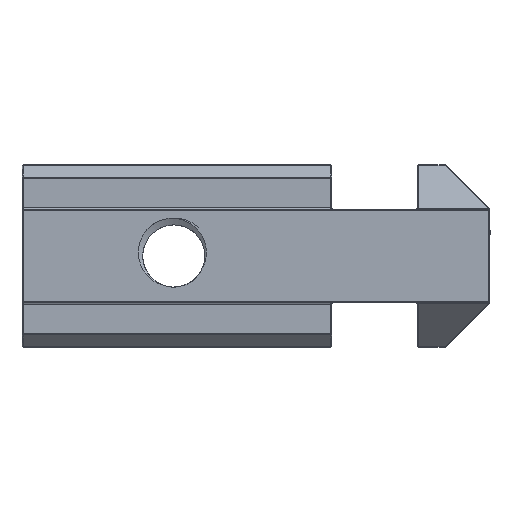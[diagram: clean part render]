
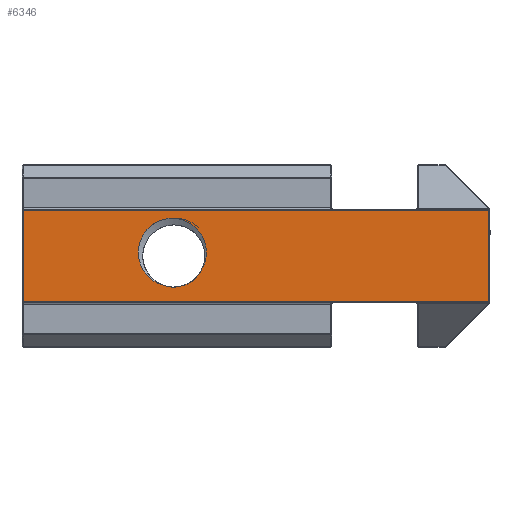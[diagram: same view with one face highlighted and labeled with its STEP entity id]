
A CAD part, left-side view. The second image highlights one B-rep face of the part: STEP entity #6346.
In plain terms, the highlighted planar face has unit normal (-1, 0, 0).
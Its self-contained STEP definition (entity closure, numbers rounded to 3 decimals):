
#1 = CARTESIAN_POINT ( 'NONE',  ( 0., 27.797, 0.489 ) ) ;
#9 = VECTOR ( 'NONE', #4600, 1000. ) ;
#44 = CARTESIAN_POINT ( 'NONE',  ( 0., 26.363, -2.119 ) ) ;
#88 = CARTESIAN_POINT ( 'NONE',  ( 0., 23.036, -1.514 ) ) ;
#183 = CARTESIAN_POINT ( 'NONE',  ( 0., 22.728, -0.941 ) ) ;
#342 = CARTESIAN_POINT ( 'NONE',  ( 0., 25., 3. ) ) ;
#350 = CARTESIAN_POINT ( 'NONE',  ( 0., 36.9, -3.6 ) ) ;
#384 = CARTESIAN_POINT ( 'NONE',  ( 0., 22.59, 1.234 ) ) ;
#426 = CARTESIAN_POINT ( 'NONE',  ( 0., 22.728, -0.941 ) ) ;
#487 = LINE ( 'NONE', #2211, #9 ) ;
#531 = LINE ( 'NONE', #7260, #7338 ) ;
#558 = CARTESIAN_POINT ( 'NONE',  ( 0., 27.228, -1.41 ) ) ;
#838 = CARTESIAN_POINT ( 'NONE',  ( 0., 23.771, -2.135 ) ) ;
#845 = ORIENTED_EDGE ( 'NONE', *, *, #3990, .T. ) ;
#945 = FACE_BOUND ( 'NONE', #6524, .T. ) ;
#1049 = LINE ( 'NONE', #4678, #6667 ) ;
#1311 = EDGE_CURVE ( 'NONE', #1655, #6578, #1643, .T. ) ;
#1351 = AXIS2_PLACEMENT_3D ( 'NONE', #5993, #7138, #5950 ) ;
#1542 = VERTEX_POINT ( 'NONE', #350 ) ;
#1621 = ORIENTED_EDGE ( 'NONE', *, *, #1841, .T. ) ;
#1643 = B_SPLINE_CURVE_WITH_KNOTS ( 'NONE', 3,
 ( #3481, #5659, #88, #2447, #6780, #838, #6703, #4994, #1974, #4876, #5589, #6108, #3234, #6812, #3678, #2484 ),
 .UNSPECIFIED., .F., .F.,
 ( 4, 2, 2, 2, 2, 2, 2, 4 ),
 ( 0., 0.001, 0.001, 0.002, 0.002, 0.003, 0.003, 0.004 ),
 .UNSPECIFIED. ) ;
#1655 = VERTEX_POINT ( 'NONE', #183 ) ;
#1658 = CARTESIAN_POINT ( 'NONE',  ( 0., 27.389, 1.761 ) ) ;
#1688 = CARTESIAN_POINT ( 'NONE',  ( 0., 24.556, 2.935 ) ) ;
#1770 = CARTESIAN_POINT ( 'NONE',  ( 0., 27.362, -1.225 ) ) ;
#1813 = CARTESIAN_POINT ( 'NONE',  ( 0., 27.769, -0.185 ) ) ;
#1841 = EDGE_CURVE ( 'NONE', #3724, #4584, #1049, .T. ) ;
#1974 = CARTESIAN_POINT ( 'NONE',  ( 0., 24.365, -2.381 ) ) ;
#1990 = EDGE_CURVE ( 'NONE', #3194, #6538, #4763, .T. ) ;
#2044 = ORIENTED_EDGE ( 'NONE', *, *, #4803, .T. ) ;
#2193 = ORIENTED_EDGE ( 'NONE', *, *, #1990, .T. ) ;
#2211 = CARTESIAN_POINT ( 'NONE',  ( 0., 37., 3.6 ) ) ;
#2363 = ORIENTED_EDGE ( 'NONE', *, *, #1311, .T. ) ;
#2398 = CARTESIAN_POINT ( 'NONE',  ( 0., 27.771, 0.712 ) ) ;
#2439 = CARTESIAN_POINT ( 'NONE',  ( 0., 26.921, -1.737 ) ) ;
#2447 = CARTESIAN_POINT ( 'NONE',  ( 0., 23.376, -1.853 ) ) ;
#2484 = CARTESIAN_POINT ( 'NONE',  ( 0., 25.941, -2.272 ) ) ;
#2563 = B_SPLINE_CURVE_WITH_KNOTS ( 'NONE', 3,
 ( #342, #2862, #1688, #6360, #3302, #5888, #3378, #5766, #6953, #6486, #384, #5729, #2823, #2783, #7636, #4098, #7554, #426 ),
 .UNSPECIFIED., .F., .F.,
 ( 4, 2, 2, 2, 2, 2, 2, 2, 4 ),
 ( 0., 0.001, 0.001, 0.002, 0.003, 0.003, 0.004, 0.005, 0.005 ),
 .UNSPECIFIED. ) ;
#2737 = DIRECTION ( 'NONE',  ( -1., 0., 0. ) ) ;
#2783 = CARTESIAN_POINT ( 'NONE',  ( 0., 22.413, 0.131 ) ) ;
#2823 = CARTESIAN_POINT ( 'NONE',  ( 0., 22.428, 0.58 ) ) ;
#2862 = CARTESIAN_POINT ( 'NONE',  ( 0., 24.774, 2.98 ) ) ;
#2866 = VERTEX_POINT ( 'NONE', #5622 ) ;
#3172 = CARTESIAN_POINT ( 'NONE',  ( 0., 0.1, -3.6 ) ) ;
#3194 = VERTEX_POINT ( 'NONE', #5569 ) ;
#3234 = CARTESIAN_POINT ( 'NONE',  ( 0., 25.324, -2.443 ) ) ;
#3253 = B_SPLINE_CURVE_WITH_KNOTS ( 'NONE', 3,
 ( #5348, #4746, #44, #3553, #2439, #558, #1770, #5983, #4711, #1813, #6055, #1, #2398, #4868, #7128, #1658, #4066, #6495 ),
 .UNSPECIFIED., .F., .F.,
 ( 4, 2, 2, 2, 2, 2, 2, 2, 4 ),
 ( 0., 0.001, 0.001, 0.002, 0.003, 0.003, 0.004, 0.005, 0.005 ),
 .UNSPECIFIED. ) ;
#3302 = CARTESIAN_POINT ( 'NONE',  ( 0., 23.924, 2.697 ) ) ;
#3338 = CARTESIAN_POINT ( 'NONE',  ( 0., 37., -3.7 ) ) ;
#3378 = CARTESIAN_POINT ( 'NONE',  ( 0., 23.367, 2.322 ) ) ;
#3427 = CARTESIAN_POINT ( 'NONE',  ( 0., 36.9, -3.7 ) ) ;
#3481 = CARTESIAN_POINT ( 'NONE',  ( 0., 22.728, -0.941 ) ) ;
#3553 = CARTESIAN_POINT ( 'NONE',  ( 0., 26.746, -1.882 ) ) ;
#3678 = CARTESIAN_POINT ( 'NONE',  ( 0., 25.791, -2.334 ) ) ;
#3700 = EDGE_LOOP ( 'NONE', ( #4671, #6405, #2044, #1621 ) ) ;
#3724 = VERTEX_POINT ( 'NONE', #3172 ) ;
#3782 = VECTOR ( 'NONE', #5256, 1000. ) ;
#3872 = CARTESIAN_POINT ( 'NONE',  ( 0., 0.1, 3.6 ) ) ;
#3970 = DIRECTION ( 'NONE',  ( 0., 0., 1. ) ) ;
#3990 = EDGE_CURVE ( 'NONE', #6578, #3194, #3253, .T. ) ;
#4066 = CARTESIAN_POINT ( 'NONE',  ( 0., 27.267, 1.948 ) ) ;
#4098 = CARTESIAN_POINT ( 'NONE',  ( 0., 22.537, -0.532 ) ) ;
#4199 = DIRECTION ( 'NONE',  ( 0., -1., 0. ) ) ;
#4578 = PLANE ( 'NONE',  #6597 ) ;
#4584 = VERTEX_POINT ( 'NONE', #3872 ) ;
#4600 = DIRECTION ( 'NONE',  ( 0., 1., 0. ) ) ;
#4618 = LINE ( 'NONE', #3427, #3782 ) ;
#4671 = ORIENTED_EDGE ( 'NONE', *, *, #6876, .T. ) ;
#4678 = CARTESIAN_POINT ( 'NONE',  ( 0., 0.1, -3.7 ) ) ;
#4711 = CARTESIAN_POINT ( 'NONE',  ( 0., 27.659, -0.62 ) ) ;
#4746 = CARTESIAN_POINT ( 'NONE',  ( 0., 26.159, -2.209 ) ) ;
#4763 = CIRCLE ( 'NONE', #1351, 3. ) ;
#4803 = EDGE_CURVE ( 'NONE', #1542, #3724, #531, .T. ) ;
#4868 = CARTESIAN_POINT ( 'NONE',  ( 0., 27.668, 1.148 ) ) ;
#4876 = CARTESIAN_POINT ( 'NONE',  ( 0., 24.68, -2.443 ) ) ;
#4994 = CARTESIAN_POINT ( 'NONE',  ( 0., 24.209, -2.333 ) ) ;
#5087 = CARTESIAN_POINT ( 'NONE',  ( 0., 25.941, -2.272 ) ) ;
#5096 = EDGE_CURVE ( 'NONE', #2866, #1542, #4618, .T. ) ;
#5197 = DIRECTION ( 'NONE',  ( 0., 0., 1. ) ) ;
#5256 = DIRECTION ( 'NONE',  ( 0., 0., -1. ) ) ;
#5348 = CARTESIAN_POINT ( 'NONE',  ( 0., 25.941, -2.272 ) ) ;
#5569 = CARTESIAN_POINT ( 'NONE',  ( 0., 27.121, 2.121 ) ) ;
#5589 = CARTESIAN_POINT ( 'NONE',  ( 0., 24.839, -2.459 ) ) ;
#5622 = CARTESIAN_POINT ( 'NONE',  ( 0., 36.9, 3.6 ) ) ;
#5659 = CARTESIAN_POINT ( 'NONE',  ( 0., 22.853, -1.241 ) ) ;
#5729 = CARTESIAN_POINT ( 'NONE',  ( 0., 22.464, 0.805 ) ) ;
#5766 = CARTESIAN_POINT ( 'NONE',  ( 0., 23.049, 2.003 ) ) ;
#5888 = CARTESIAN_POINT ( 'NONE',  ( 0., 23.544, 2.462 ) ) ;
#5950 = DIRECTION ( 'NONE',  ( 0., 1., 0. ) ) ;
#5983 = CARTESIAN_POINT ( 'NONE',  ( 0., 27.576, -0.832 ) ) ;
#5993 = CARTESIAN_POINT ( 'NONE',  ( 0., 25., 0. ) ) ;
#6055 = CARTESIAN_POINT ( 'NONE',  ( 0., 27.796, 0.037 ) ) ;
#6108 = CARTESIAN_POINT ( 'NONE',  ( 0., 25.162, -2.459 ) ) ;
#6253 = EDGE_CURVE ( 'NONE', #6538, #1655, #2563, .T. ) ;
#6346 = ADVANCED_FACE ( 'NONE', ( #7675, #945 ), #4578, .T. ) ;
#6360 = CARTESIAN_POINT ( 'NONE',  ( 0., 24.131, 2.794 ) ) ;
#6405 = ORIENTED_EDGE ( 'NONE', *, *, #5096, .T. ) ;
#6486 = CARTESIAN_POINT ( 'NONE',  ( 0., 22.682, 1.443 ) ) ;
#6495 = CARTESIAN_POINT ( 'NONE',  ( 0., 27.121, 2.121 ) ) ;
#6524 = EDGE_LOOP ( 'NONE', ( #2193, #6885, #2363, #845 ) ) ;
#6538 = VERTEX_POINT ( 'NONE', #7277 ) ;
#6578 = VERTEX_POINT ( 'NONE', #5087 ) ;
#6597 = AXIS2_PLACEMENT_3D ( 'NONE', #3338, #2737, #3970 ) ;
#6667 = VECTOR ( 'NONE', #5197, 1000. ) ;
#6703 = CARTESIAN_POINT ( 'NONE',  ( 0., 23.912, -2.211 ) ) ;
#6780 = CARTESIAN_POINT ( 'NONE',  ( 0., 23.502, -1.957 ) ) ;
#6812 = CARTESIAN_POINT ( 'NONE',  ( 0., 25.637, -2.38 ) ) ;
#6876 = EDGE_CURVE ( 'NONE', #4584, #2866, #487, .T. ) ;
#6885 = ORIENTED_EDGE ( 'NONE', *, *, #6253, .T. ) ;
#6953 = CARTESIAN_POINT ( 'NONE',  ( 0., 22.911, 1.828 ) ) ;
#7128 = CARTESIAN_POINT ( 'NONE',  ( 0., 27.59, 1.363 ) ) ;
#7138 = DIRECTION ( 'NONE',  ( 1., 0., 0. ) ) ;
#7260 = CARTESIAN_POINT ( 'NONE',  ( 0., 0., -3.6 ) ) ;
#7277 = CARTESIAN_POINT ( 'NONE',  ( 0., 25., 3. ) ) ;
#7338 = VECTOR ( 'NONE', #4199, 1000. ) ;
#7554 = CARTESIAN_POINT ( 'NONE',  ( 0., 22.618, -0.743 ) ) ;
#7636 = CARTESIAN_POINT ( 'NONE',  ( 0., 22.433, -0.091 ) ) ;
#7675 = FACE_OUTER_BOUND ( 'NONE', #3700, .T. ) ;
